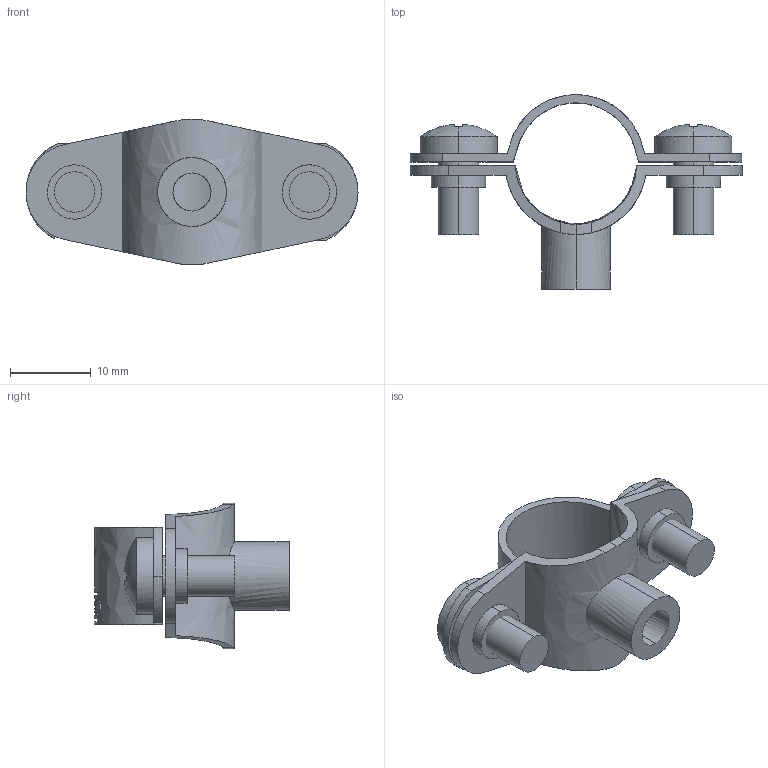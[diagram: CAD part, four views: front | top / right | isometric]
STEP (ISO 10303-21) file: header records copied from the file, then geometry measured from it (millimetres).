
FILE_DESCRIPTION(/* description */ (''),/* implementation_level */ '2;1');
FILE_NAME(/* name */ '1360159',/* time_stamp */ '2016-02-12T15:06:54+01:00',/* author */ (''),/* organization */ (''),/* preprocessor_version */ 'ST-DEVELOPER v15',/* originating_system */ '',/* authorisation */ '');
FILE_SCHEMA (('CONFIG_CONTROL_DESIGN'));
Length unit declared in the file: millimetre
Products named in the file (2): Document; Block 01
Assembly tree (1 placements, depth 2):
  Document
    Block 01
Bounding box: 41 x 24 x 18 mm (x, y, z)
Volume: 2381 mm3; surface area: 3773.1 mm2
Topology: 4 solids, 4 shells, 220 faces, 575 edges, 381 vertices
Faces by surface type: bspline 124, plane 96
Entity records: 12177 total; most frequent: CARTESIAN_POINT 8450, ORIENTED_EDGE 1150, EDGE_CURVE 575, VERTEX_POINT 381, B_SPLINE_CURVE_WITH_KNOTS 371, EDGE_LOOP 246, ADVANCED_FACE 220, FACE_OUTER_BOUND 220
